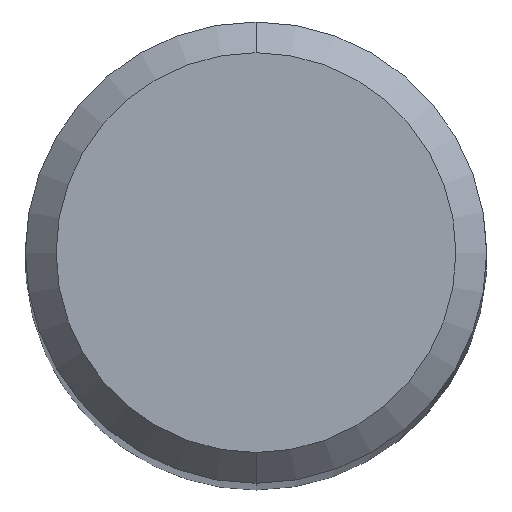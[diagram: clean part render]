
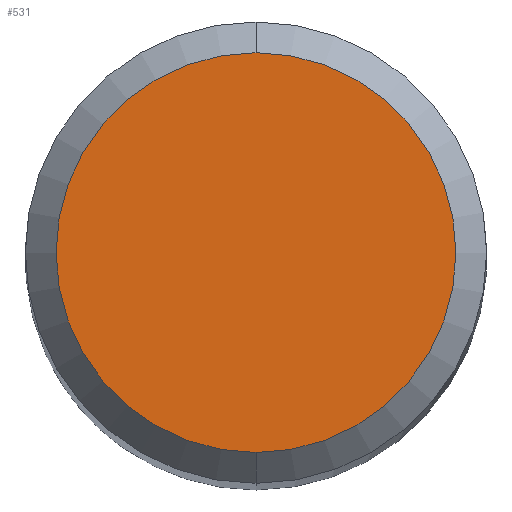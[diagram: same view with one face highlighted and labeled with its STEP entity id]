
A CAD part, top view. The second image highlights one B-rep face of the part: STEP entity #531.
In plain terms, the highlighted planar face has unit normal (0, 0, 1).
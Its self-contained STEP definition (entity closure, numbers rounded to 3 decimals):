
#409=EDGE_CURVE('',#773,#973,#1095,.T.);
#531=ADVANCED_FACE('',(#1227),#1228,.T.);
#563=EDGE_CURVE('',#973,#773,#1261,.T.);
#773=VERTEX_POINT('',#1493);
#973=VERTEX_POINT('',#1712);
#1095=CIRCLE('',#1897,2.6);
#1227=FACE_OUTER_BOUND('',#4240,.T.);
#1228=PLANE('',#4241);
#1261=CIRCLE('',#4346,2.6);
#1493=CARTESIAN_POINT('',(0.,-2.6,0.0));
#1712=CARTESIAN_POINT('',(0.0,2.6,0.0));
#1897=AXIS2_PLACEMENT_3D('',#10713,#10714,#10715);
#4240=EDGE_LOOP('',(#10847,#10848));
#4241=AXIS2_PLACEMENT_3D('',#10849,#10850,#10851);
#4346=AXIS2_PLACEMENT_3D('',#10872,#10873,#10874);
#10713=CARTESIAN_POINT('',(0.0,0.0,0.0));
#10714=DIRECTION('',(0.0,0.0,-1.0));
#10715=DIRECTION('',(0.0,1.0,0.0));
#10847=ORIENTED_EDGE('',*,*,#563,.F.);
#10848=ORIENTED_EDGE('',*,*,#409,.F.);
#10849=CARTESIAN_POINT('',(0.0,1.3,0.0));
#10850=DIRECTION('',(-0.0,0.0,1.0));
#10851=DIRECTION('',(0.0,-1.0,0.0));
#10872=CARTESIAN_POINT('',(0.0,0.0,0.0));
#10873=DIRECTION('',(0.0,0.0,-1.0));
#10874=DIRECTION('',(0.0,1.0,0.0));
